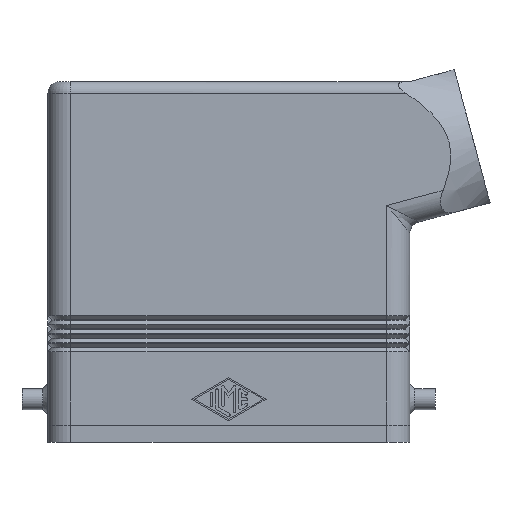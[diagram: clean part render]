
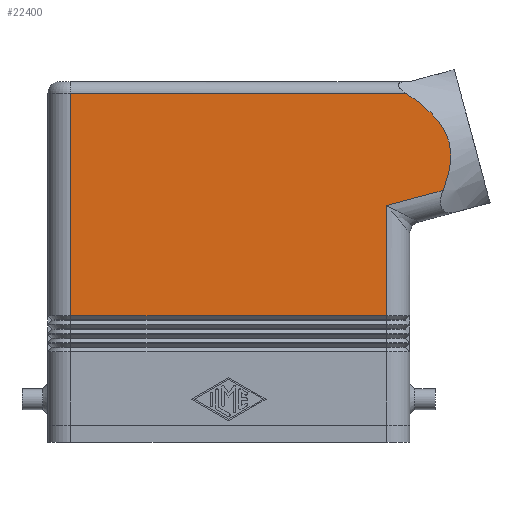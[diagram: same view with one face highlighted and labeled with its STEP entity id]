
A CAD part, front view. The second image highlights one B-rep face of the part: STEP entity #22400.
In plain terms, the highlighted planar face has unit normal (0, -1, 0).
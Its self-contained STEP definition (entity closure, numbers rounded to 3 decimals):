
#1800=CARTESIAN_POINT('',(-27.5,-14.7,52.));
#1810=VERTEX_POINT('',#1800);
#3610=CARTESIAN_POINT('',(30.854,-14.7,52.));
#3620=VERTEX_POINT('',#3610);
#3650=CARTESIAN_POINT('',(-27.5,-14.7,52.));
#3660=DIRECTION('',(1.,0.,0.));
#3670=VECTOR('',#3660,58.354);
#3680=LINE('',#3650,#3670);
#3690=EDGE_CURVE('',#1810,#3620,#3680,.T.);
#5110=CARTESIAN_POINT('',(27.5,-14.7,32.43));
#5120=VERTEX_POINT('',#5110);
#5150=CARTESIAN_POINT('',(37.326,-14.7,35.063));
#5160=DIRECTION('',(-0.966,0.,-0.259));
#5170=VECTOR('',#5160,10.173);
#5180=LINE('',#5150,#5170);
#5190=CARTESIAN_POINT('',(37.326,-14.7,35.063));
#5200=VERTEX_POINT('',#5190);
#5210=EDGE_CURVE('',#5200,#5120,#5180,.T.);
#21830=CARTESIAN_POINT('',(37.326,-14.7,35.063));
#21840=CARTESIAN_POINT('',(41.447,-14.7,45.187));
#21850=CARTESIAN_POINT('',(30.854,-14.7,52.));
#21860=(BOUNDED_CURVE() B_SPLINE_CURVE(2,(#21830,#21840,#21850),
.UNSPECIFIED.,.F.,.F.) B_SPLINE_CURVE_WITH_KNOTS((3,3),(1.245
,4.071),.UNSPECIFIED.) CURVE() GEOMETRIC_REPRESENTATION_ITEM(
) RATIONAL_B_SPLINE_CURVE((1.249,1.437,
1.204)) REPRESENTATION_ITEM(''));
#21870=EDGE_CURVE('',#5200,#3620,#21860,.T.);
#22080=CARTESIAN_POINT('',(27.5,-14.7,0.));
#22090=DIRECTION('',(0.,-1.,0.));
#22100=DIRECTION('',(0.,0.,-1.));
#22110=AXIS2_PLACEMENT_3D('',#22080,#22090,#22100);
#22120=PLANE('',#22110);
#22130=ORIENTED_EDGE('',*,*,#5210,.F.);
#22140=CARTESIAN_POINT('',(27.5,-14.7,22.05));
#22150=DIRECTION('',(0.,0.,1.));
#22160=VECTOR('',#22150,10.38);
#22170=LINE('',#22140,#22160);
#22180=CARTESIAN_POINT('',(27.5,-14.7,13.25));
#22190=VERTEX_POINT('',#22180);
#22200=EDGE_CURVE('',#22190,#5120,#22170,.T.);
#22210=ORIENTED_EDGE('',*,*,#22200,.T.);
#22220=CARTESIAN_POINT('',(27.5,-14.7,13.25));
#22230=DIRECTION('',(-1.,0.,0.));
#22240=VECTOR('',#22230,55.);
#22250=LINE('',#22220,#22240);
#22260=CARTESIAN_POINT('',(-27.5,-14.7,13.25));
#22270=VERTEX_POINT('',#22260);
#22280=EDGE_CURVE('',#22190,#22270,#22250,.T.);
#22290=ORIENTED_EDGE('',*,*,#22280,.F.);
#22300=CARTESIAN_POINT('',(-27.5,-14.7,22.05));
#22310=DIRECTION('',(0.,0.,1.));
#22320=VECTOR('',#22310,29.95);
#22330=LINE('',#22300,#22320);
#22340=EDGE_CURVE('',#22270,#1810,#22330,.T.);
#22350=ORIENTED_EDGE('',*,*,#22340,.F.);
#22360=ORIENTED_EDGE('',*,*,#3690,.F.);
#22370=ORIENTED_EDGE('',*,*,#21870,.T.);
#22380=EDGE_LOOP('',(#22370,#22360,#22350,#22290,#22210,#22130));
#22390=FACE_OUTER_BOUND('',#22380,.T.);
#22400=ADVANCED_FACE('',(#22390),#22120,.T.);
